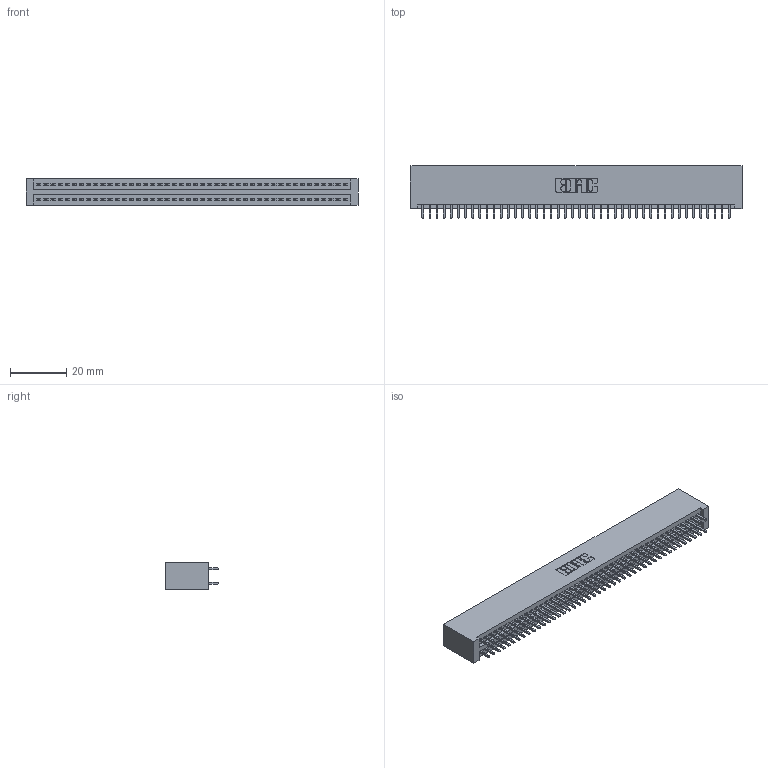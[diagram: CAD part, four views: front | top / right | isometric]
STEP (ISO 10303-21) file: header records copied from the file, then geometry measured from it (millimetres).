
FILE_DESCRIPTION (( 'STEP AP203' ), '1' );
FILE_NAME ('395-088-521-201.STEP', '2019-10-25T13:19:03', ( '' ), ( '' ), 'SwSTEP 2.0', 'SolidWorks 2016', '' );
FILE_SCHEMA (( 'CONFIG_CONTROL_DESIGN' ));
Length unit declared in the file: inch
Products named in the file (3): 395-088-521-201; 345 Part_No Mounting Lugs; 345-292-001_345-293-121
Assembly tree (89 placements, depth 2):
  395-088-521-201
    345 Part_No Mounting Lugs
    345-292-001_345-293-121  x88
Bounding box: 118.36 x 18.72 x 9.4 mm (x, y, z)
Volume: 12096.6 mm3; surface area: 17989 mm2
Topology: 89 solids, 89 shells, 4518 faces, 13429 edges, 8834 vertices
Faces by surface type: plane 2980, cylinder 1538
Entity records: 33995 total; most frequent: CARTESIAN_POINT 5696, ORIENTED_EDGE 5630, DIRECTION 5015, EDGE_CURVE 2815, LINE 2515, VECTOR 2515, VERTEX_POINT 1874, AXIS2_PLACEMENT_3D 1250
